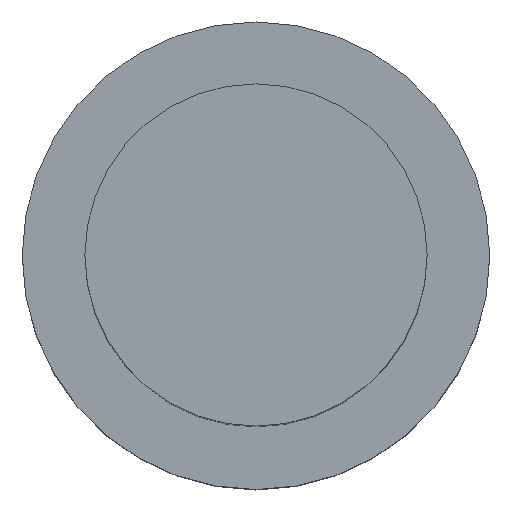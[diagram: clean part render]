
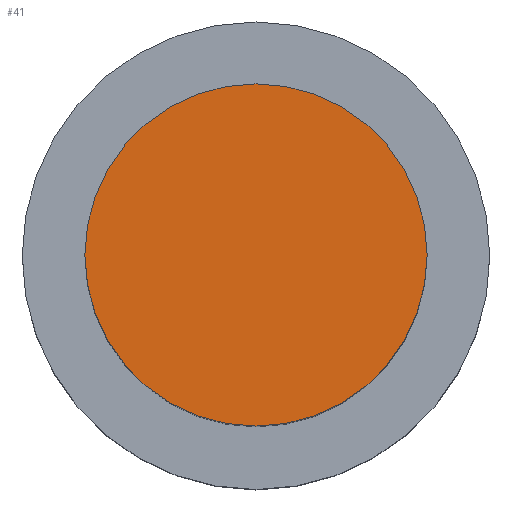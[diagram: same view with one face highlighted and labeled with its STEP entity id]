
A CAD part, top view. The second image highlights one B-rep face of the part: STEP entity #41.
In plain terms, the highlighted planar face has unit normal (0, 0, 1).
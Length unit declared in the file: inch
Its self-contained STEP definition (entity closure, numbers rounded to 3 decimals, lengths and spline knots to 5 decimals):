
#7 = FACE_OUTER_BOUND ( 'NONE', #25, .T. ) ;
#25 = EDGE_LOOP ( 'NONE', ( #128, #160 ) ) ;
#34 = DIRECTION ( 'NONE',  ( 0., 0., 1. ) ) ;
#35 = AXIS2_PLACEMENT_3D ( 'NONE', #204, #34, #223 ) ;
#41 = ADVANCED_FACE ( 'NONE', ( #7 ), #194, .T. ) ;
#50 = CARTESIAN_POINT ( 'NONE',  ( 0., 0., 0.66929 ) ) ;
#62 = DIRECTION ( 'NONE',  ( 1., 0., 0. ) ) ;
#68 = CARTESIAN_POINT ( 'NONE',  ( -0.16102, 0., 0.66929 ) ) ;
#76 = CIRCLE ( 'NONE', #35, 0.16102 ) ;
#98 = DIRECTION ( 'NONE',  ( 1., 0., 0. ) ) ;
#104 = VERTEX_POINT ( 'NONE', #68 ) ;
#111 = VERTEX_POINT ( 'NONE', #174 ) ;
#128 = ORIENTED_EDGE ( 'NONE', *, *, #163, .T. ) ;
#129 = AXIS2_PLACEMENT_3D ( 'NONE', #50, #140, #98 ) ;
#135 = EDGE_CURVE ( 'NONE', #111, #104, #184, .T. ) ;
#136 = CARTESIAN_POINT ( 'NONE',  ( 0., 0., 0.66929 ) ) ;
#140 = DIRECTION ( 'NONE',  ( 0., 0., 1. ) ) ;
#155 = DIRECTION ( 'NONE',  ( 0., 0., 1. ) ) ;
#160 = ORIENTED_EDGE ( 'NONE', *, *, #135, .T. ) ;
#163 = EDGE_CURVE ( 'NONE', #104, #111, #76, .T. ) ;
#174 = CARTESIAN_POINT ( 'NONE',  ( 0.16102, 0., 0.66929 ) ) ;
#184 = CIRCLE ( 'NONE', #213, 0.16102 ) ;
#194 = PLANE ( 'NONE',  #129 ) ;
#204 = CARTESIAN_POINT ( 'NONE',  ( 0., 0., 0.66929 ) ) ;
#213 = AXIS2_PLACEMENT_3D ( 'NONE', #136, #155, #62 ) ;
#223 = DIRECTION ( 'NONE',  ( 1., 0., 0. ) ) ;
